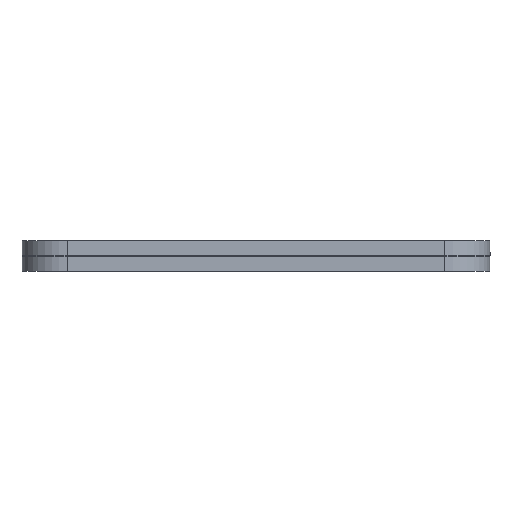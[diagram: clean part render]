
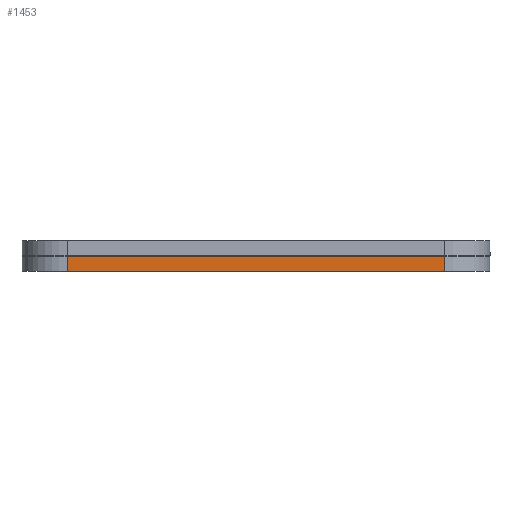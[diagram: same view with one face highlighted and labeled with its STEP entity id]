
A CAD part, front view. The second image highlights one B-rep face of the part: STEP entity #1453.
In plain terms, the highlighted planar face has unit normal (0, -1, 0).
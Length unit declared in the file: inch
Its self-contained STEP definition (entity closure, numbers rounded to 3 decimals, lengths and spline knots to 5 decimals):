
#51 = CARTESIAN_POINT ( 'NONE',  ( -1.9375, -1.9375, 0.125 ) ) ;
#203 = DIRECTION ( 'NONE',  ( -1., 0., 0. ) ) ;
#229 = VERTEX_POINT ( 'NONE', #1007 ) ;
#347 = ORIENTED_EDGE ( 'NONE', *, *, #394, .F. ) ;
#394 = EDGE_CURVE ( 'NONE', #865, #1533, #1643, .T. ) ;
#415 = DIRECTION ( 'NONE',  ( 1., 0., 0. ) ) ;
#423 = CARTESIAN_POINT ( 'NONE',  ( -1.9375, -1.9375, 0.125 ) ) ;
#617 = CARTESIAN_POINT ( 'NONE',  ( 1.5625, -1.9375, 0. ) ) ;
#625 = DIRECTION ( 'NONE',  ( 0., 1., 0. ) ) ;
#721 = ORIENTED_EDGE ( 'NONE', *, *, #838, .F. ) ;
#733 = VECTOR ( 'NONE', #928, 39.37008 ) ;
#821 = LINE ( 'NONE', #1570, #1320 ) ;
#835 = ORIENTED_EDGE ( 'NONE', *, *, #1000, .F. ) ;
#838 = EDGE_CURVE ( 'NONE', #1533, #1899, #821, .T. ) ;
#865 = VERTEX_POINT ( 'NONE', #1414 ) ;
#870 = LINE ( 'NONE', #423, #1066 ) ;
#928 = DIRECTION ( 'NONE',  ( 0., 0., -1. ) ) ;
#941 = CARTESIAN_POINT ( 'NONE',  ( -1.5625, -1.9375, 0.125 ) ) ;
#994 = EDGE_LOOP ( 'NONE', ( #347, #835, #1463, #721 ) ) ;
#1000 = EDGE_CURVE ( 'NONE', #229, #865, #870, .T. ) ;
#1007 = CARTESIAN_POINT ( 'NONE',  ( -1.5625, -1.9375, 0.125 ) ) ;
#1066 = VECTOR ( 'NONE', #415, 39.37008 ) ;
#1100 = LINE ( 'NONE', #941, #1702 ) ;
#1132 = DIRECTION ( 'NONE',  ( 0., 0., 1. ) ) ;
#1192 = CARTESIAN_POINT ( 'NONE',  ( 1.5625, -1.9375, 0.125 ) ) ;
#1250 = EDGE_CURVE ( 'NONE', #1899, #229, #1100, .T. ) ;
#1320 = VECTOR ( 'NONE', #1878, 39.37008 ) ;
#1350 = AXIS2_PLACEMENT_3D ( 'NONE', #51, #625, #203 ) ;
#1356 = PLANE ( 'NONE',  #1350 ) ;
#1414 = CARTESIAN_POINT ( 'NONE',  ( 1.5625, -1.9375, 0.125 ) ) ;
#1453 = ADVANCED_FACE ( 'NONE', ( #1660 ), #1356, .F. ) ;
#1463 = ORIENTED_EDGE ( 'NONE', *, *, #1250, .F. ) ;
#1533 = VERTEX_POINT ( 'NONE', #617 ) ;
#1570 = CARTESIAN_POINT ( 'NONE',  ( -1.9375, -1.9375, 0. ) ) ;
#1643 = LINE ( 'NONE', #1192, #733 ) ;
#1660 = FACE_OUTER_BOUND ( 'NONE', #994, .T. ) ;
#1702 = VECTOR ( 'NONE', #1132, 39.37008 ) ;
#1724 = CARTESIAN_POINT ( 'NONE',  ( -1.5625, -1.9375, 0. ) ) ;
#1878 = DIRECTION ( 'NONE',  ( -1., 0., 0. ) ) ;
#1899 = VERTEX_POINT ( 'NONE', #1724 ) ;
